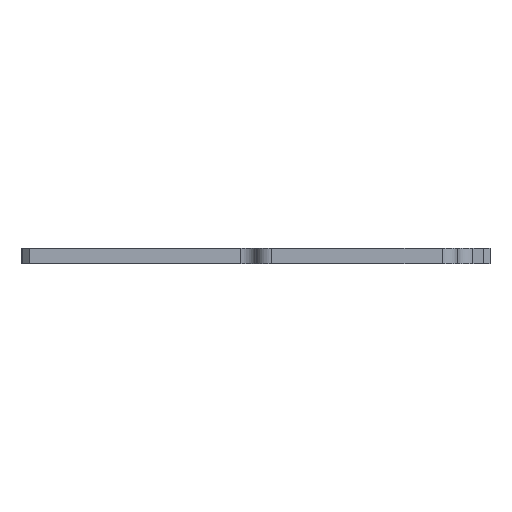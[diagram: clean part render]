
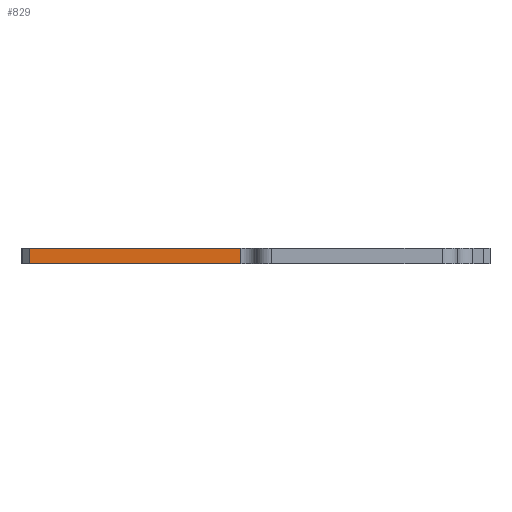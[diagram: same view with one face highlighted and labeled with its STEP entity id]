
A CAD part, left-side view. The second image highlights one B-rep face of the part: STEP entity #829.
In plain terms, the highlighted planar face has unit normal (-1, 0, 0).
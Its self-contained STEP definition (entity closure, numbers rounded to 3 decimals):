
#41=PLANE('',#910);
#66=FACE_OUTER_BOUND('',#118,.T.);
#118=EDGE_LOOP('',(#634,#635,#636,#637));
#181=LINE('',#1276,#259);
#196=LINE('',#1333,#274);
#197=LINE('',#1335,#275);
#198=LINE('',#1336,#276);
#259=VECTOR('',#1020,1.);
#274=VECTOR('',#1069,1.);
#275=VECTOR('',#1070,1.);
#276=VECTOR('',#1071,1.);
#384=VERTEX_POINT('',#1273);
#385=VERTEX_POINT('',#1275);
#410=VERTEX_POINT('',#1332);
#411=VERTEX_POINT('',#1334);
#469=EDGE_CURVE('',#385,#384,#181,.T.);
#499=EDGE_CURVE('',#384,#410,#196,.T.);
#500=EDGE_CURVE('',#411,#410,#197,.T.);
#501=EDGE_CURVE('',#385,#411,#198,.T.);
#634=ORIENTED_EDGE('',*,*,#469,.T.);
#635=ORIENTED_EDGE('',*,*,#499,.T.);
#636=ORIENTED_EDGE('',*,*,#500,.F.);
#637=ORIENTED_EDGE('',*,*,#501,.F.);
#829=ADVANCED_FACE('',(#66),#41,.T.);
#910=AXIS2_PLACEMENT_3D('',#1331,#1067,#1068);
#1020=DIRECTION('',(0.,-1.,0.));
#1067=DIRECTION('center_axis',(-1.,0.,0.));
#1068=DIRECTION('ref_axis',(0.,1.,0.));
#1069=DIRECTION('',(0.,0.,1.));
#1070=DIRECTION('',(0.,-1.,0.));
#1071=DIRECTION('',(0.,0.,1.));
#1273=CARTESIAN_POINT('',(-20.,2.2,0.));
#1275=CARTESIAN_POINT('',(-20.,29.5,0.));
#1276=CARTESIAN_POINT('',(-20.,20.7,0.));
#1331=CARTESIAN_POINT('Origin',(-20.,20.7,0.));
#1332=CARTESIAN_POINT('',(-20.,2.2,2.));
#1333=CARTESIAN_POINT('',(-20.,2.2,2.));
#1334=CARTESIAN_POINT('',(-20.,29.5,2.));
#1335=CARTESIAN_POINT('',(-20.,20.7,2.));
#1336=CARTESIAN_POINT('',(-20.,29.5,0.));
